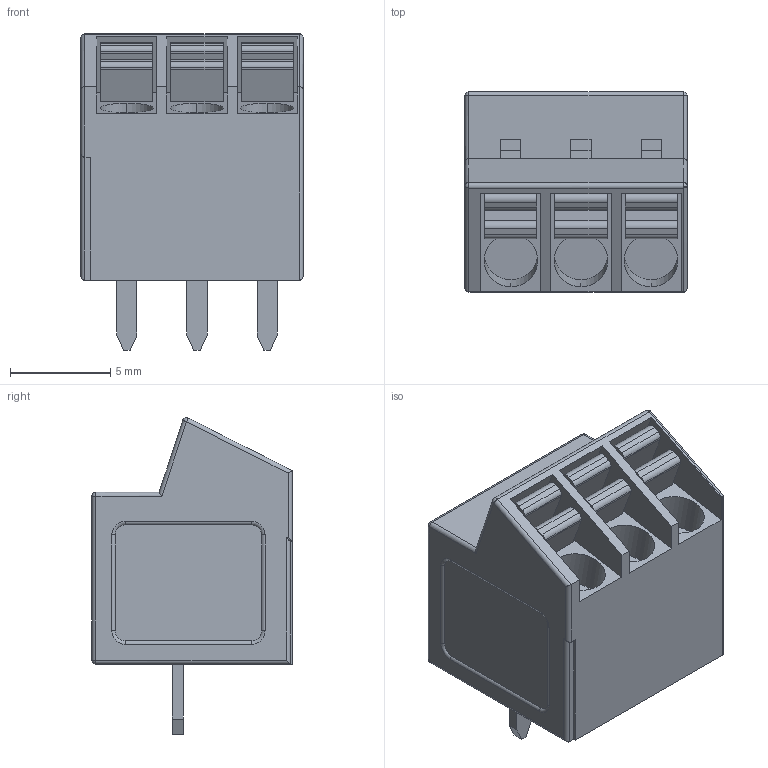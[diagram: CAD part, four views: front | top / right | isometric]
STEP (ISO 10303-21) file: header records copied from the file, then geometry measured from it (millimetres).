
FILE_DESCRIPTION (( 'STEP AP214' ), '1' );
FILE_NAME ('CONN-TH_KF250NH-3.5-3P.step', '2022-08-02T16:08:48', ( '' ), ( '' ), 'SwSTEP 2.0', 'SolidWorks 2020', '' );
FILE_SCHEMA (( 'AUTOMOTIVE_DESIGN' ));
Length unit declared in the file: millimetre
Products named in the file (1): CONN-TH_KF250NH-3.5-3P
Bounding box: 11.1 x 10 x 15.82 mm (x, y, z)
Volume: 1011.1 mm3; surface area: 935.9 mm2
Topology: 14 solids, 14 shells, 452 faces, 1189 edges, 779 vertices
Faces by surface type: plane 268, bspline 114, cylinder 55, torus 8, sphere 7
Entity records: 19511 total; most frequent: CARTESIAN_POINT 4803, ORIENTED_EDGE 2370, DIRECTION 1735, EDGE_CURVE 1185, VECTOR 833, LINE 833, VERTEX_POINT 779, EDGE_LOOP 482
